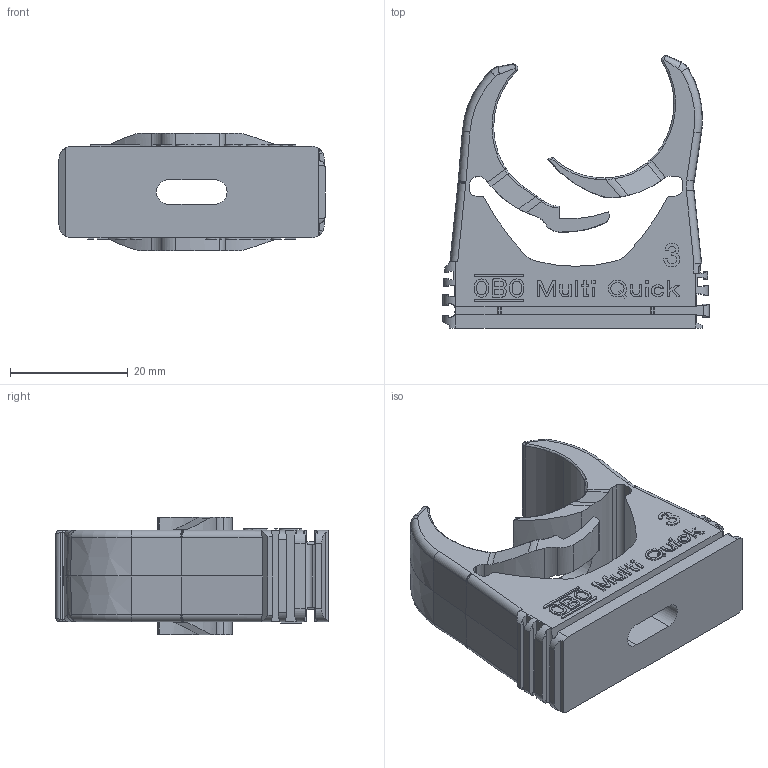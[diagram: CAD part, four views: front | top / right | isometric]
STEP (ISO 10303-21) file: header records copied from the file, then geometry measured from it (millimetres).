
FILE_DESCRIPTION((''),'2;1');
FILE_NAME('2153130','2014-01-27T',('AndreasKeweloh'),(''),'PRO/ENGINEER BY PARAMETRIC TECHNOLOGY CORPORATION, 2012360','PRO/ENGINEER BY PARAMETRIC TECHNOLOGY CORPORATION, 2012360','');
FILE_SCHEMA(('CONFIG_CONTROL_DESIGN'));
Length unit declared in the file: millimetre
Products named in the file (1): 2153130
Bounding box: 45.2 x 46.29 x 20 mm (x, y, z)
Volume: 14367.9 mm3; surface area: 8195 mm2
Topology: 1 solids, 1 shells, 738 faces, 2042 edges, 1338 vertices
Faces by surface type: plane 422, cylinder 238, bspline 36, torus 26, cone 14, extrusion 2
Entity records: 27760 total; most frequent: CARTESIAN_POINT 8943, ORIENTED_EDGE 4084, DIRECTION 3712, EDGE_CURVE 2042, VERTEX_POINT 1338, VECTOR 1326, LINE 1324, AXIS2_PLACEMENT_3D 1193
